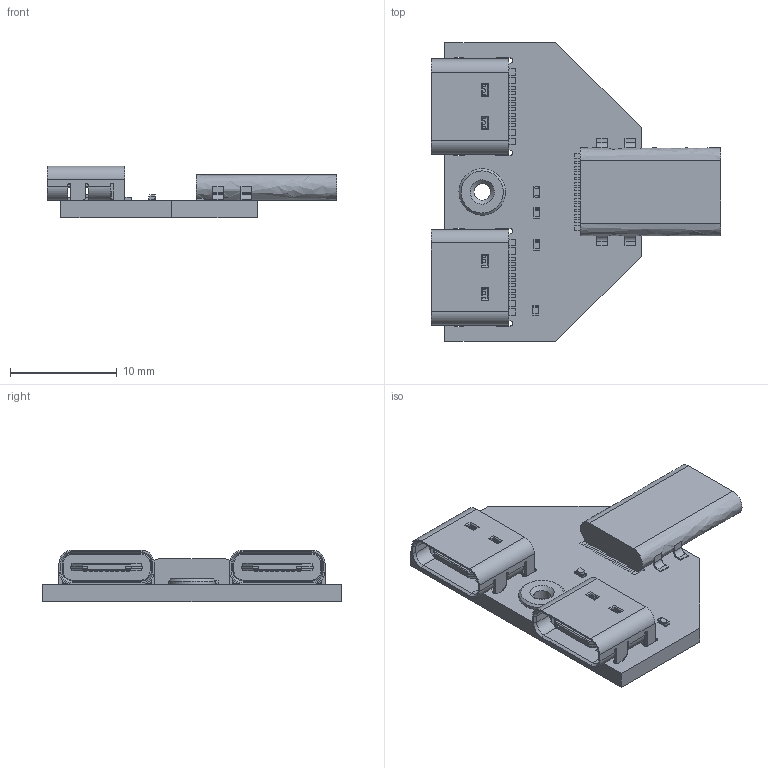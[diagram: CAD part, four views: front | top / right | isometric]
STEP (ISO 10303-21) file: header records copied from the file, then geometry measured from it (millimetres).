
FILE_DESCRIPTION(('KiCad electronic assembly'),'2;1');
FILE_NAME('PD-Injector-SMD.step','2022-09-28T23:23:51',('Pcbnew'),( 'Kicad'),'Open CASCADE STEP processor 7.6','KiCad to STEP converter' ,'Unknown');
FILE_SCHEMA(('AUTOMOTIVE_DESIGN { 1 0 10303 214 1 1 1 1 }'));
Length unit declared in the file: millimetre
Products named in the file (12): PD-Injector-SMD 1; UTC009-C12; SOLID; R_0402_1005Metric; GT-USB-7010; COMPOUND; LED_0402_1005Metric; WE_SpacerM3_0mm5_9774005243; _autosave-PD-Injector-SMD PCB
Assembly tree (14 placements, depth 3):
  PD-Injector-SMD 1
    UTC009-C12
      SOLID
    R_0402_1005Metric  x3
      SOLID
    GT-USB-7010  x2
      COMPOUND
    LED_0402_1005Metric
      SOLID
    WE_SpacerM3_0mm5_9774005243
      SOLID
    _autosave-PD-Injector-SMD PCB
Bounding box: 27.18 x 28 x 4.86 mm (x, y, z)
Volume: 1129.9 mm3; surface area: 2700.1 mm2
Topology: 55 solids, 55 shells, 1097 faces, 2784 edges, 1778 vertices
Faces by surface type: bspline 1052, plane 24, cylinder 21
Full cylindrical faces by diameter (mm): 0.65 x4, 3 x1
Entity records: 41204 total; most frequent: CARTESIAN_POINT 15989, B_SPLINE_CURVE_WITH_KNOTS 4093, ORIENTED_EDGE 3366, PCURVE 3366, DEFINITIONAL_REPRESENTATION 3366, EDGE_CURVE 1683, SURFACE_CURVE 1668, VERTEX_POINT 1082
